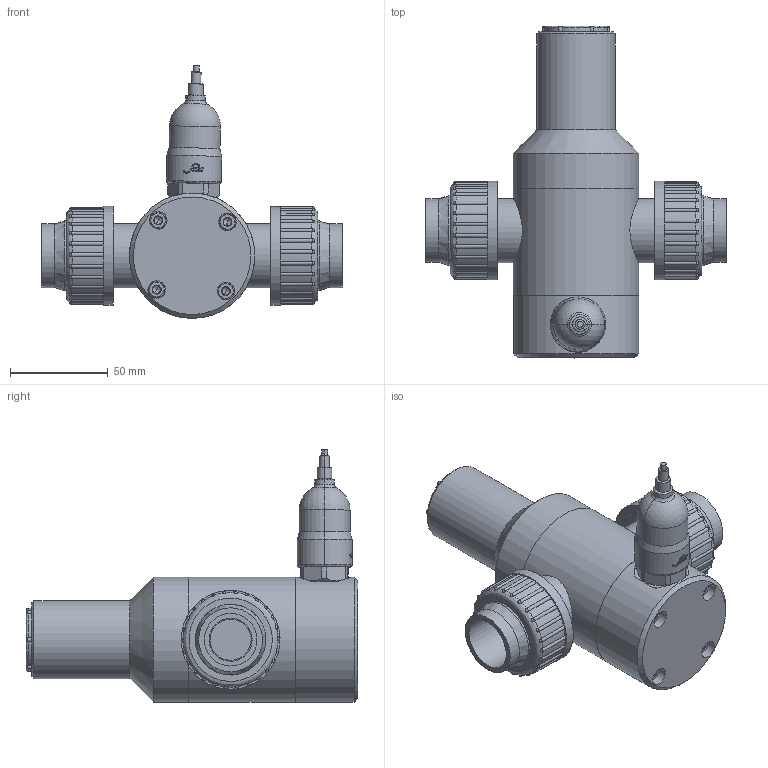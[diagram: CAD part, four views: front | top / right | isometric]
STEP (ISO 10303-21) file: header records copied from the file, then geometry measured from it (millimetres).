
FILE_DESCRIPTION (( 'STEP AP214' ), '1' );
FILE_NAME ('25-1162-0X-NC.step', '2019-11-05T09:16:25', ( '' ), ( '' ), 'SwSTEP 2.0', 'SolidWorks 2020', '' );
FILE_SCHEMA (( 'AUTOMOTIVE_DESIGN' ));
Length unit declared in the file: millimetre
Products named in the file (11): 25mm Dust Cap; Vis inox 304 TC HC 5x30.STEP; 25-1162-0X-NC; 729511107_03; 25mm; NC Small; Switch Boot; 25mm switch body PS-05-827 - PVC; PVC Bonnet all size_25mm PVC-304; 729511107_01; 25mm union stub
Assembly tree (16 placements, depth 2):
  25-1162-0X-NC
    PVC Bonnet all size_25mm PVC-304
    25mm union stub  x2
    729511107_01  x2
    729511107_03  x2
    25mm Dust Cap
    25mm
    Vis inox 304 TC HC 5x30.STEP  x4
    Switch Boot
    25mm switch body PS-05-827 - PVC
    NC Small
Bounding box: 153.62 x 169.4 x 129.06 mm (x, y, z)
Volume: 532997 mm3; surface area: 122508.5 mm2
Topology: 16 solids, 16 shells, 617 faces, 1603 edges, 1021 vertices
Faces by surface type: cylinder 268, plane 163, cone 82, bspline 58, torus 42, sphere 4
Full cylindrical faces by diameter (mm): 5.2 x1, 9 x4, 21 x3, 22 x2, 24 x1, 26.3 x2, 26.9 x2, 32.5 x1, 32.6 x2, 32.8 x4, 34.3 x2, 36 x2, 36.1 x2, 38 x1, 38.8 x2, 38.85 x2, 40 x1, 41.072 x2, 41.91 x2, 45 x1, 50.5 x2, 64 x3
Entity records: 18633 total; most frequent: CARTESIAN_POINT 9637, ORIENTED_EDGE 1786, DIRECTION 1712, EDGE_CURVE 893, AXIS2_PLACEMENT_3D 732, VERTEX_POINT 598, EDGE_LOOP 471, FACE_OUTER_BOUND 430
